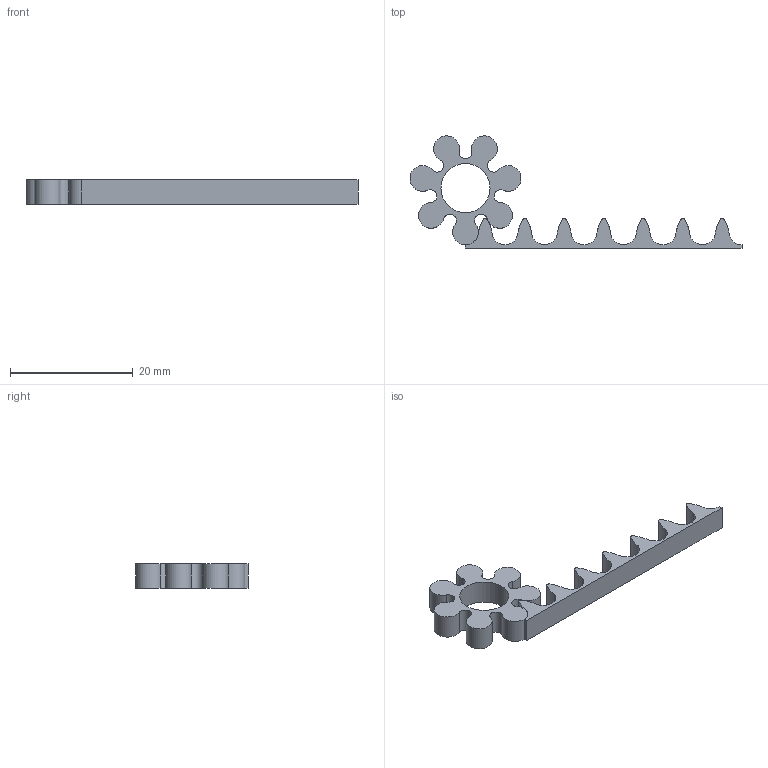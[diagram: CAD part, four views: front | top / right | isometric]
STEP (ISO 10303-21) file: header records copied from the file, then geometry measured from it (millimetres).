
FILE_DESCRIPTION(/* description */ (''),/* implementation_level */ '2;1');
FILE_NAME(/* name */ '4.2mm_tooth.step',/* time_stamp */ '2017-09-12T14:07:50+02:00',/* author */ (''),/* organization */ (''),/* preprocessor_version */ 'ST-DEVELOPER v16.13',/* originating_system */ 'Autodesk Translation Framework v6.1.1.50',/* authorisation */ '');
FILE_SCHEMA (('AUTOMOTIVE_DESIGN { 1 0 10303 214 3 1 1 }'));
Length unit declared in the file: millimetre
Products named in the file (3): gear_linear v15 v12; rack; Pinon
Assembly tree (2 placements, depth 2):
  gear_linear v15 v12
    rack
    Pinon
Bounding box: 54.03 x 18.25 x 4 mm (x, y, z)
Volume: 892.2 mm3; surface area: 1417.9 mm2
Topology: 2 solids, 2 shells, 51 faces, 141 edges, 94 vertices
Faces by surface type: cylinder 30, bspline 14, plane 7
Full cylindrical faces by diameter (mm): 8 x1
Entity records: 2641 total; most frequent: CARTESIAN_POINT 1312, ORIENTED_EDGE 280, DIRECTION 256, EDGE_CURVE 140, AXIS2_PLACEMENT_3D 102, VERTEX_POINT 94, CIRCLE 60, EDGE_LOOP 54
